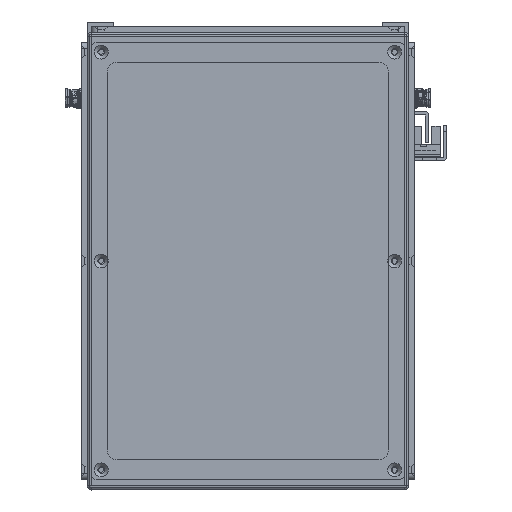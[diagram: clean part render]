
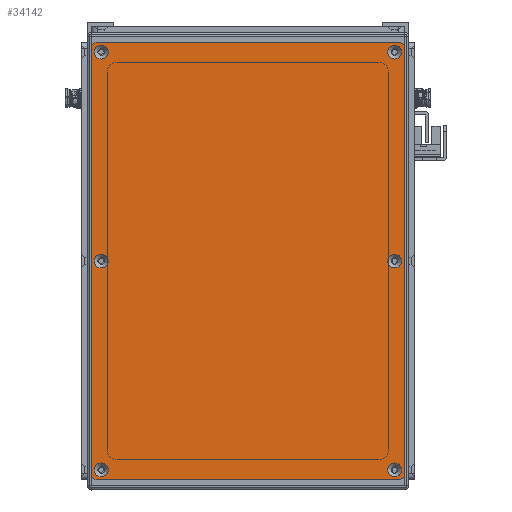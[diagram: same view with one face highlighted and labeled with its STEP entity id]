
A CAD part, front view. The second image highlights one B-rep face of the part: STEP entity #34142.
In plain terms, the highlighted planar face has unit normal (0, -1, 0).
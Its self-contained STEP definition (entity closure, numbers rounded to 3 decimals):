
#996=FACE_BOUND('',#7908,.T.);
#997=FACE_BOUND('',#7909,.T.);
#998=FACE_BOUND('',#7910,.T.);
#999=FACE_BOUND('',#7911,.T.);
#1000=FACE_BOUND('',#7912,.T.);
#1001=FACE_BOUND('',#7913,.T.);
#2696=PLANE('',#38252);
#5695=FACE_OUTER_BOUND('',#7907,.T.);
#7907=EDGE_LOOP('',(#32047,#32048,#32049,#32050,#32051,#32052,#32053,#32054));
#7908=EDGE_LOOP('',(#32055));
#7909=EDGE_LOOP('',(#32056));
#7910=EDGE_LOOP('',(#32057));
#7911=EDGE_LOOP('',(#32058));
#7912=EDGE_LOOP('',(#32059));
#7913=EDGE_LOOP('',(#32060));
#10519=LINE('',#61425,#13116);
#10520=LINE('',#61429,#13117);
#10521=LINE('',#61433,#13118);
#10522=LINE('',#61436,#13119);
#13116=VECTOR('',#47891,10.);
#13117=VECTOR('',#47894,10.);
#13118=VECTOR('',#47897,10.);
#13119=VECTOR('',#47900,10.);
#14773=CIRCLE('',#38220,3.45);
#14776=CIRCLE('',#38225,3.45);
#14779=CIRCLE('',#38230,3.45);
#14782=CIRCLE('',#38235,3.45);
#14785=CIRCLE('',#38240,3.45);
#14788=CIRCLE('',#38245,3.45);
#14791=CIRCLE('',#38250,3.);
#14793=CIRCLE('',#38253,3.);
#14794=CIRCLE('',#38254,3.);
#14795=CIRCLE('',#38255,3.);
#17917=VERTEX_POINT('',#61355);
#17920=VERTEX_POINT('',#61365);
#17923=VERTEX_POINT('',#61375);
#17926=VERTEX_POINT('',#61385);
#17929=VERTEX_POINT('',#61395);
#17932=VERTEX_POINT('',#61405);
#17935=VERTEX_POINT('',#61415);
#17936=VERTEX_POINT('',#61416);
#17939=VERTEX_POINT('',#61424);
#17940=VERTEX_POINT('',#61426);
#17941=VERTEX_POINT('',#61428);
#17942=VERTEX_POINT('',#61430);
#17943=VERTEX_POINT('',#61432);
#17944=VERTEX_POINT('',#61434);
#22623=EDGE_CURVE('',#17917,#17917,#14773,.T.);
#22628=EDGE_CURVE('',#17920,#17920,#14776,.T.);
#22633=EDGE_CURVE('',#17923,#17923,#14779,.T.);
#22638=EDGE_CURVE('',#17926,#17926,#14782,.T.);
#22643=EDGE_CURVE('',#17929,#17929,#14785,.T.);
#22648=EDGE_CURVE('',#17932,#17932,#14788,.T.);
#22653=EDGE_CURVE('',#17935,#17936,#14791,.T.);
#22657=EDGE_CURVE('',#17935,#17939,#10519,.T.);
#22658=EDGE_CURVE('',#17940,#17939,#14793,.T.);
#22659=EDGE_CURVE('',#17940,#17941,#10520,.T.);
#22660=EDGE_CURVE('',#17942,#17941,#14794,.T.);
#22661=EDGE_CURVE('',#17942,#17943,#10521,.T.);
#22662=EDGE_CURVE('',#17944,#17943,#14795,.T.);
#22663=EDGE_CURVE('',#17944,#17936,#10522,.T.);
#32047=ORIENTED_EDGE('',*,*,#22653,.F.);
#32048=ORIENTED_EDGE('',*,*,#22657,.T.);
#32049=ORIENTED_EDGE('',*,*,#22658,.F.);
#32050=ORIENTED_EDGE('',*,*,#22659,.T.);
#32051=ORIENTED_EDGE('',*,*,#22660,.F.);
#32052=ORIENTED_EDGE('',*,*,#22661,.T.);
#32053=ORIENTED_EDGE('',*,*,#22662,.F.);
#32054=ORIENTED_EDGE('',*,*,#22663,.T.);
#32055=ORIENTED_EDGE('',*,*,#22623,.T.);
#32056=ORIENTED_EDGE('',*,*,#22628,.T.);
#32057=ORIENTED_EDGE('',*,*,#22633,.T.);
#32058=ORIENTED_EDGE('',*,*,#22638,.T.);
#32059=ORIENTED_EDGE('',*,*,#22643,.T.);
#32060=ORIENTED_EDGE('',*,*,#22648,.T.);
#34142=ADVANCED_FACE('',(#5695,#996,#997,#998,#999,#1000,#1001),#2696,.T.);
#38220=AXIS2_PLACEMENT_3D('',#61356,#47811,#47812);
#38225=AXIS2_PLACEMENT_3D('',#61366,#47823,#47824);
#38230=AXIS2_PLACEMENT_3D('',#61376,#47835,#47836);
#38235=AXIS2_PLACEMENT_3D('',#61386,#47847,#47848);
#38240=AXIS2_PLACEMENT_3D('',#61396,#47859,#47860);
#38245=AXIS2_PLACEMENT_3D('',#61406,#47871,#47872);
#38250=AXIS2_PLACEMENT_3D('',#61417,#47883,#47884);
#38252=AXIS2_PLACEMENT_3D('',#61423,#47889,#47890);
#38253=AXIS2_PLACEMENT_3D('',#61427,#47892,#47893);
#38254=AXIS2_PLACEMENT_3D('',#61431,#47895,#47896);
#38255=AXIS2_PLACEMENT_3D('',#61435,#47898,#47899);
#47811=DIRECTION('center_axis',(0.,1.,0.));
#47812=DIRECTION('ref_axis',(1.,0.,0.));
#47823=DIRECTION('center_axis',(0.,1.,0.));
#47824=DIRECTION('ref_axis',(1.,0.,0.));
#47835=DIRECTION('center_axis',(0.,1.,0.));
#47836=DIRECTION('ref_axis',(1.,0.,0.));
#47847=DIRECTION('center_axis',(0.,1.,0.));
#47848=DIRECTION('ref_axis',(1.,0.,0.));
#47859=DIRECTION('center_axis',(0.,1.,0.));
#47860=DIRECTION('ref_axis',(1.,0.,0.));
#47871=DIRECTION('center_axis',(0.,1.,0.));
#47872=DIRECTION('ref_axis',(1.,0.,0.));
#47883=DIRECTION('center_axis',(0.,1.,0.));
#47884=DIRECTION('ref_axis',(-0.707,0.,0.707));
#47889=DIRECTION('center_axis',(0.,-1.,0.));
#47890=DIRECTION('ref_axis',(0.,0.,-1.));
#47891=DIRECTION('',(0.,0.,-1.));
#47892=DIRECTION('center_axis',(0.,1.,0.));
#47893=DIRECTION('ref_axis',(-0.707,0.,-0.707));
#47894=DIRECTION('',(1.,0.,0.));
#47895=DIRECTION('center_axis',(0.,1.,0.));
#47896=DIRECTION('ref_axis',(0.707,0.,-0.707));
#47897=DIRECTION('',(0.,0.,1.));
#47898=DIRECTION('center_axis',(0.,1.,0.));
#47899=DIRECTION('ref_axis',(0.707,0.,0.707));
#47900=DIRECTION('',(-1.,0.,0.));
#61355=CARTESIAN_POINT('',(100.55,-1.5,73.));
#61356=CARTESIAN_POINT('Origin',(104.,-1.5,73.));
#61365=CARTESIAN_POINT('',(-107.45,-1.5,-73.));
#61366=CARTESIAN_POINT('Origin',(-104.,-1.5,-73.));
#61375=CARTESIAN_POINT('',(-3.45,-1.5,73.));
#61376=CARTESIAN_POINT('Origin',(0.,-1.5,73.));
#61385=CARTESIAN_POINT('',(-3.45,-1.5,-73.));
#61386=CARTESIAN_POINT('Origin',(0.,-1.5,-73.));
#61395=CARTESIAN_POINT('',(-107.45,-1.5,73.));
#61396=CARTESIAN_POINT('Origin',(-104.,-1.5,73.));
#61405=CARTESIAN_POINT('',(100.55,-1.5,-73.));
#61406=CARTESIAN_POINT('Origin',(104.,-1.5,-73.));
#61415=CARTESIAN_POINT('',(-109.,-1.5,75.));
#61416=CARTESIAN_POINT('',(-106.,-1.5,78.));
#61417=CARTESIAN_POINT('Origin',(-106.,-1.5,75.));
#61423=CARTESIAN_POINT('Origin',(0.,-1.5,0.));
#61424=CARTESIAN_POINT('',(-109.,-1.5,-75.));
#61425=CARTESIAN_POINT('',(-109.,-1.5,78.));
#61426=CARTESIAN_POINT('',(-106.,-1.5,-78.));
#61427=CARTESIAN_POINT('Origin',(-106.,-1.5,-75.));
#61428=CARTESIAN_POINT('',(106.,-1.5,-78.));
#61429=CARTESIAN_POINT('',(-109.,-1.5,-78.));
#61430=CARTESIAN_POINT('',(109.,-1.5,-75.));
#61431=CARTESIAN_POINT('Origin',(106.,-1.5,-75.));
#61432=CARTESIAN_POINT('',(109.,-1.5,75.));
#61433=CARTESIAN_POINT('',(109.,-1.5,-78.));
#61434=CARTESIAN_POINT('',(106.,-1.5,78.));
#61435=CARTESIAN_POINT('Origin',(106.,-1.5,75.));
#61436=CARTESIAN_POINT('',(109.,-1.5,78.));
